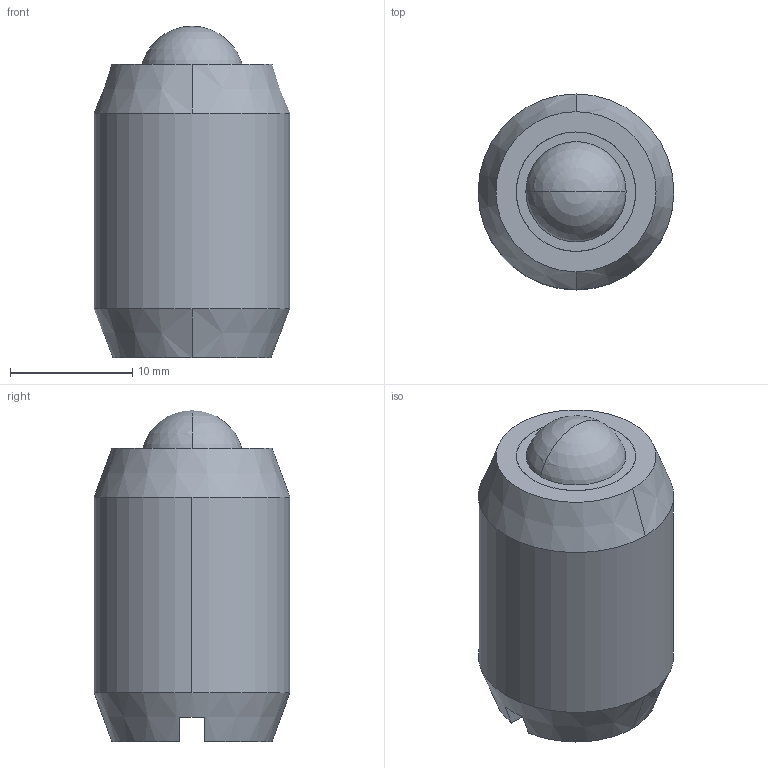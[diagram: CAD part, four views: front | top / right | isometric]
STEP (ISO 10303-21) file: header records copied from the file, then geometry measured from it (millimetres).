
FILE_DESCRIPTION(('STEP AP214'),'1');
FILE_NAME('HALDERN_EH_22051_0616.stp','2017-06-08T09:52:03',('TraceParts'),('TraceParts S.A.'),'Spatial InterOp 3D',' ',' ');
FILE_SCHEMA(('automotive_design'));
Length unit declared in the file: millimetre
Products named in the file (3): HALDERN_EH_22051_0616_1; HALDERN_EH_22051_0616_2; HALDERN_EH_22051_0616_3
Bounding box: 16 x 16 x 27.1 mm (x, y, z)
Volume: 3463.6 mm3; surface area: 2808.6 mm2
Topology: 3 solids, 3 shells, 23 faces, 55 edges, 34 vertices
Faces by surface type: plane 9, cylinder 6, cone 4, sphere 4
Entity records: 872 total; most frequent: DIRECTION 128, CARTESIAN_POINT 117, ORIENTED_EDGE 98, AXIS2_PLACEMENT_3D 57, EDGE_CURVE 49, VERTEX_POINT 34, CIRCLE 31, EDGE_LOOP 25
